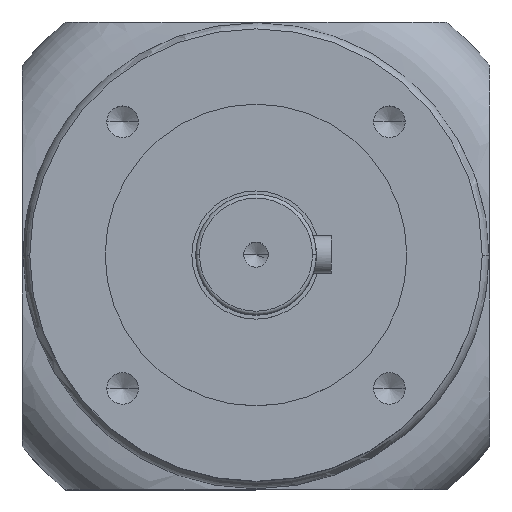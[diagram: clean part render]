
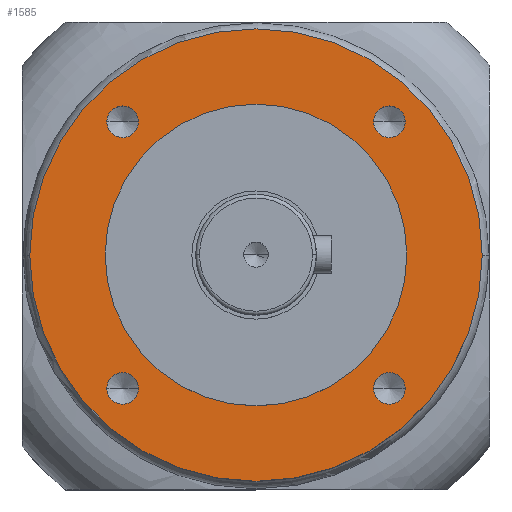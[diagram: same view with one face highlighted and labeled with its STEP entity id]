
A CAD part, top view. The second image highlights one B-rep face of the part: STEP entity #1585.
In plain terms, the highlighted planar face has unit normal (0, 0, 1).
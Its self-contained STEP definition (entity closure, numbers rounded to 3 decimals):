
#87 = CARTESIAN_POINT ( 'NONE',  ( 19.778, 17.678, -31. ) ) ;
#217 = VERTEX_POINT ( 'NONE', #221 ) ;
#221 = CARTESIAN_POINT ( 'NONE',  ( 20., 0., -31. ) ) ;
#227 = CARTESIAN_POINT ( 'NONE',  ( -15.578, 17.678, -31. ) ) ;
#359 = AXIS2_PLACEMENT_3D ( 'NONE', #6008, #6017, #5946 ) ;
#393 = CARTESIAN_POINT ( 'NONE',  ( -19.778, 17.678, -31. ) ) ;
#430 = ORIENTED_EDGE ( 'NONE', *, *, #3347, .F. ) ;
#436 = VERTEX_POINT ( 'NONE', #556 ) ;
#472 = DIRECTION ( 'NONE',  ( 1., 0., 0. ) ) ;
#487 = CARTESIAN_POINT ( 'NONE',  ( 0., 0., -31. ) ) ;
#527 = AXIS2_PLACEMENT_3D ( 'NONE', #2570, #2544, #2535 ) ;
#556 = CARTESIAN_POINT ( 'NONE',  ( 30., 0., -31. ) ) ;
#582 = CIRCLE ( 'NONE', #1126, 30. ) ;
#622 = EDGE_CURVE ( 'NONE', #3036, #5041, #6002, .T. ) ;
#702 = EDGE_LOOP ( 'NONE', ( #430, #6055 ) ) ;
#744 = CIRCLE ( 'NONE', #1170, 30. ) ;
#764 = CARTESIAN_POINT ( 'NONE',  ( -17.678, -17.678, -31. ) ) ;
#841 = CIRCLE ( 'NONE', #2799, 2.1 ) ;
#872 = EDGE_CURVE ( 'NONE', #2604, #2984, #3148, .T. ) ;
#937 = VERTEX_POINT ( 'NONE', #1771 ) ;
#945 = DIRECTION ( 'NONE',  ( 1., 0., 0. ) ) ;
#954 = DIRECTION ( 'NONE',  ( 0., 0., 1. ) ) ;
#965 = CARTESIAN_POINT ( 'NONE',  ( 0., 0., -31. ) ) ;
#999 = EDGE_LOOP ( 'NONE', ( #3509, #6046 ) ) ;
#1085 = EDGE_CURVE ( 'NONE', #5041, #3036, #4789, .T. ) ;
#1126 = AXIS2_PLACEMENT_3D ( 'NONE', #965, #954, #945 ) ;
#1157 = DIRECTION ( 'NONE',  ( 0., 0., 1. ) ) ;
#1170 = AXIS2_PLACEMENT_3D ( 'NONE', #1303, #1281, #1268 ) ;
#1182 = DIRECTION ( 'NONE',  ( 1., 0., 0. ) ) ;
#1268 = DIRECTION ( 'NONE',  ( 1., 0., 0. ) ) ;
#1271 = DIRECTION ( 'NONE',  ( 1., 0., 0. ) ) ;
#1281 = DIRECTION ( 'NONE',  ( 0., 0., 1. ) ) ;
#1303 = CARTESIAN_POINT ( 'NONE',  ( 0., 0., -31. ) ) ;
#1339 = DIRECTION ( 'NONE',  ( 0., 0., 1. ) ) ;
#1376 = CARTESIAN_POINT ( 'NONE',  ( 17.678, 17.678, -31. ) ) ;
#1420 = AXIS2_PLACEMENT_3D ( 'NONE', #2632, #3859, #2787 ) ;
#1508 = AXIS2_PLACEMENT_3D ( 'NONE', #764, #4422, #1271 ) ;
#1585 = ADVANCED_FACE ( 'NONE', ( #4691, #5923, #4853, #4996, #5783, #4545 ), #3456, .F. ) ;
#1659 = CARTESIAN_POINT ( 'NONE',  ( -17.678, 17.678, -31. ) ) ;
#1664 = DIRECTION ( 'NONE',  ( 0., 0., 1. ) ) ;
#1668 = DIRECTION ( 'NONE',  ( 1., 0., 0. ) ) ;
#1708 = EDGE_CURVE ( 'NONE', #5211, #217, #3053, .T. ) ;
#1771 = CARTESIAN_POINT ( 'NONE',  ( 19.778, -17.678, -31. ) ) ;
#2107 = CARTESIAN_POINT ( 'NONE',  ( -30., 0., -31. ) ) ;
#2164 = EDGE_LOOP ( 'NONE', ( #6202, #3675 ) ) ;
#2254 = CIRCLE ( 'NONE', #527, 2.1 ) ;
#2402 = CARTESIAN_POINT ( 'NONE',  ( 17.678, -17.678, -31. ) ) ;
#2426 = DIRECTION ( 'NONE',  ( 0., 0., 1. ) ) ;
#2444 = DIRECTION ( 'NONE',  ( 1., 0., 0. ) ) ;
#2463 = CARTESIAN_POINT ( 'NONE',  ( 17.678, 17.678, -31. ) ) ;
#2465 = DIRECTION ( 'NONE',  ( 0., 0., 1. ) ) ;
#2475 = DIRECTION ( 'NONE',  ( 1., 0., 0. ) ) ;
#2535 = DIRECTION ( 'NONE',  ( 1., 0., 0. ) ) ;
#2544 = DIRECTION ( 'NONE',  ( 0., 0., 1. ) ) ;
#2570 = CARTESIAN_POINT ( 'NONE',  ( 17.678, -17.678, -31. ) ) ;
#2584 = VERTEX_POINT ( 'NONE', #5419 ) ;
#2604 = VERTEX_POINT ( 'NONE', #393 ) ;
#2632 = CARTESIAN_POINT ( 'NONE',  ( 0., 30., -31. ) ) ;
#2685 = ORIENTED_EDGE ( 'NONE', *, *, #4761, .F. ) ;
#2736 = DIRECTION ( 'NONE',  ( 0., 0., 1. ) ) ;
#2760 = AXIS2_PLACEMENT_3D ( 'NONE', #4308, #1157, #4792 ) ;
#2787 = DIRECTION ( 'NONE',  ( -1., 0., 0. ) ) ;
#2799 = AXIS2_PLACEMENT_3D ( 'NONE', #6493, #3645, #472 ) ;
#2876 = ORIENTED_EDGE ( 'NONE', *, *, #3182, .T. ) ;
#2984 = VERTEX_POINT ( 'NONE', #227 ) ;
#3036 = VERTEX_POINT ( 'NONE', #87 ) ;
#3053 = CIRCLE ( 'NONE', #5271, 20. ) ;
#3094 = EDGE_CURVE ( 'NONE', #436, #5295, #744, .T. ) ;
#3122 = EDGE_LOOP ( 'NONE', ( #2685, #3275 ) ) ;
#3136 = CARTESIAN_POINT ( 'NONE',  ( -20., 0., -31. ) ) ;
#3148 = CIRCLE ( 'NONE', #5579, 2.1 ) ;
#3182 = EDGE_CURVE ( 'NONE', #5295, #436, #582, .T. ) ;
#3275 = ORIENTED_EDGE ( 'NONE', *, *, #1708, .F. ) ;
#3347 = EDGE_CURVE ( 'NONE', #937, #3619, #2254, .T. ) ;
#3403 = CIRCLE ( 'NONE', #1508, 2.1 ) ;
#3456 = PLANE ( 'NONE',  #1420 ) ;
#3509 = ORIENTED_EDGE ( 'NONE', *, *, #4151, .F. ) ;
#3521 = ORIENTED_EDGE ( 'NONE', *, *, #6373, .F. ) ;
#3561 = EDGE_LOOP ( 'NONE', ( #3521, #4071 ) ) ;
#3619 = VERTEX_POINT ( 'NONE', #3717 ) ;
#3645 = DIRECTION ( 'NONE',  ( 0., 0., 1. ) ) ;
#3655 = CIRCLE ( 'NONE', #2760, 20. ) ;
#3675 = ORIENTED_EDGE ( 'NONE', *, *, #1085, .F. ) ;
#3717 = CARTESIAN_POINT ( 'NONE',  ( 15.578, -17.678, -31. ) ) ;
#3801 = CARTESIAN_POINT ( 'NONE',  ( -15.578, -17.678, -31. ) ) ;
#3859 = DIRECTION ( 'NONE',  ( 0., 0., -1. ) ) ;
#4071 = ORIENTED_EDGE ( 'NONE', *, *, #5844, .F. ) ;
#4151 = EDGE_CURVE ( 'NONE', #2984, #2604, #4460, .T. ) ;
#4176 = AXIS2_PLACEMENT_3D ( 'NONE', #1376, #1339, #1182 ) ;
#4233 = ORIENTED_EDGE ( 'NONE', *, *, #3094, .T. ) ;
#4308 = CARTESIAN_POINT ( 'NONE',  ( 0., 0., -31. ) ) ;
#4337 = VERTEX_POINT ( 'NONE', #3801 ) ;
#4386 = EDGE_CURVE ( 'NONE', #3619, #937, #6490, .T. ) ;
#4422 = DIRECTION ( 'NONE',  ( 0., 0., 1. ) ) ;
#4460 = CIRCLE ( 'NONE', #359, 2.1 ) ;
#4526 = EDGE_LOOP ( 'NONE', ( #4233, #2876 ) ) ;
#4545 = FACE_OUTER_BOUND ( 'NONE', #4526, .T. ) ;
#4691 = FACE_BOUND ( 'NONE', #999, .T. ) ;
#4761 = EDGE_CURVE ( 'NONE', #217, #5211, #3655, .T. ) ;
#4789 = CIRCLE ( 'NONE', #5507, 2.1 ) ;
#4792 = DIRECTION ( 'NONE',  ( 1., 0., 0. ) ) ;
#4853 = FACE_BOUND ( 'NONE', #702, .T. ) ;
#4972 = DIRECTION ( 'NONE',  ( 1., 0., 0. ) ) ;
#4996 = FACE_BOUND ( 'NONE', #3561, .T. ) ;
#5041 = VERTEX_POINT ( 'NONE', #5446 ) ;
#5211 = VERTEX_POINT ( 'NONE', #3136 ) ;
#5271 = AXIS2_PLACEMENT_3D ( 'NONE', #487, #2736, #4972 ) ;
#5295 = VERTEX_POINT ( 'NONE', #2107 ) ;
#5419 = CARTESIAN_POINT ( 'NONE',  ( -19.778, -17.678, -31. ) ) ;
#5446 = CARTESIAN_POINT ( 'NONE',  ( 15.578, 17.678, -31. ) ) ;
#5507 = AXIS2_PLACEMENT_3D ( 'NONE', #2463, #2465, #2475 ) ;
#5579 = AXIS2_PLACEMENT_3D ( 'NONE', #1659, #1664, #1668 ) ;
#5586 = AXIS2_PLACEMENT_3D ( 'NONE', #2402, #2426, #2444 ) ;
#5783 = FACE_BOUND ( 'NONE', #3122, .T. ) ;
#5844 = EDGE_CURVE ( 'NONE', #2584, #4337, #841, .T. ) ;
#5923 = FACE_BOUND ( 'NONE', #2164, .T. ) ;
#5946 = DIRECTION ( 'NONE',  ( 1., 0., 0. ) ) ;
#6002 = CIRCLE ( 'NONE', #4176, 2.1 ) ;
#6008 = CARTESIAN_POINT ( 'NONE',  ( -17.678, 17.678, -31. ) ) ;
#6017 = DIRECTION ( 'NONE',  ( 0., 0., 1. ) ) ;
#6046 = ORIENTED_EDGE ( 'NONE', *, *, #872, .F. ) ;
#6055 = ORIENTED_EDGE ( 'NONE', *, *, #4386, .F. ) ;
#6202 = ORIENTED_EDGE ( 'NONE', *, *, #622, .F. ) ;
#6373 = EDGE_CURVE ( 'NONE', #4337, #2584, #3403, .T. ) ;
#6490 = CIRCLE ( 'NONE', #5586, 2.1 ) ;
#6493 = CARTESIAN_POINT ( 'NONE',  ( -17.678, -17.678, -31. ) ) ;
